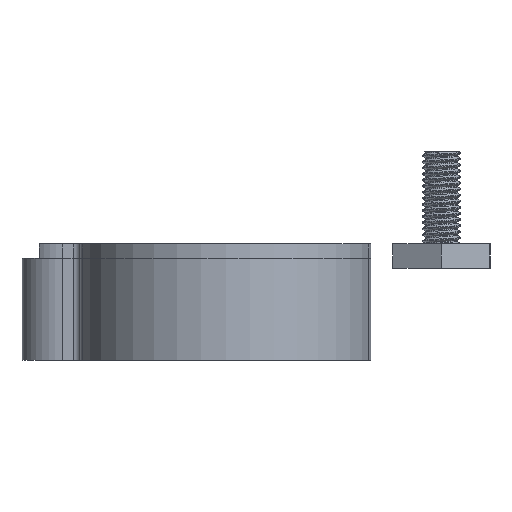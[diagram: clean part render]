
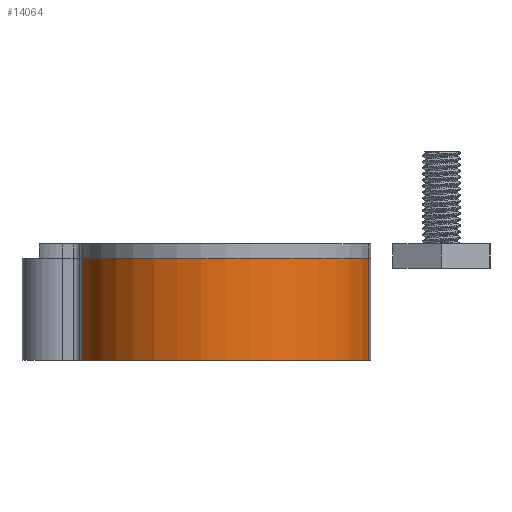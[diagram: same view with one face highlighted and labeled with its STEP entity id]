
A CAD part, left-side view. The second image highlights one B-rep face of the part: STEP entity #14064.
In plain terms, the highlighted cylindrical face has radius 30.114 mm (diameter 60.227 mm), a partial arc.
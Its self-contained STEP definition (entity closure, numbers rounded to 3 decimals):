
#961=FACE_OUTER_BOUND('',#1693,.T.);
#1693=EDGE_LOOP('',(#9879,#9880,#9881,#9882));
#2499=CIRCLE('',#14818,30.114);
#2500=CIRCLE('',#14819,30.114);
#2985=LINE('',#22859,#4487);
#2986=LINE('',#22862,#4488);
#4487=VECTOR('',#15711,10.);
#4488=VECTOR('',#15714,10.);
#6059=VERTEX_POINT('',#22855);
#6060=VERTEX_POINT('',#22856);
#6061=VERTEX_POINT('',#22858);
#6062=VERTEX_POINT('',#22860);
#7554=EDGE_CURVE('',#6059,#6060,#2499,.T.);
#7555=EDGE_CURVE('',#6061,#6059,#2985,.T.);
#7556=EDGE_CURVE('',#6062,#6061,#2500,.T.);
#7557=EDGE_CURVE('',#6060,#6062,#2986,.T.);
#9879=ORIENTED_EDGE('',*,*,#7554,.F.);
#9880=ORIENTED_EDGE('',*,*,#7555,.F.);
#9881=ORIENTED_EDGE('',*,*,#7556,.F.);
#9882=ORIENTED_EDGE('',*,*,#7557,.F.);
#13867=CYLINDRICAL_SURFACE('',#14817,30.114);
#14064=ADVANCED_FACE('',(#961),#13867,.T.);
#14817=AXIS2_PLACEMENT_3D('',#22854,#15707,#15708);
#14818=AXIS2_PLACEMENT_3D('',#22857,#15709,#15710);
#14819=AXIS2_PLACEMENT_3D('',#22861,#15712,#15713);
#15707=DIRECTION('center_axis',(0.,0.,-1.));
#15708=DIRECTION('ref_axis',(-0.117,0.993,0.));
#15709=DIRECTION('center_axis',(0.,0.,1.));
#15710=DIRECTION('ref_axis',(-0.117,0.993,0.));
#15711=DIRECTION('',(0.,0.,1.));
#15712=DIRECTION('center_axis',(0.,0.,-1.));
#15713=DIRECTION('ref_axis',(-0.117,0.993,0.));
#15714=DIRECTION('',(0.,0.,-1.));
#22854=CARTESIAN_POINT('Origin',(-61.587,-5.585,0.));
#22855=CARTESIAN_POINT('',(-67.823,23.876,0.));
#22856=CARTESIAN_POINT('',(-67.823,-35.046,0.));
#22857=CARTESIAN_POINT('Origin',(-61.587,-5.585,0.));
#22858=CARTESIAN_POINT('',(-67.823,23.876,-21.));
#22859=CARTESIAN_POINT('',(-67.823,23.876,0.));
#22860=CARTESIAN_POINT('',(-67.823,-35.046,-21.));
#22861=CARTESIAN_POINT('Origin',(-61.587,-5.585,-21.));
#22862=CARTESIAN_POINT('',(-67.823,-35.046,0.));
